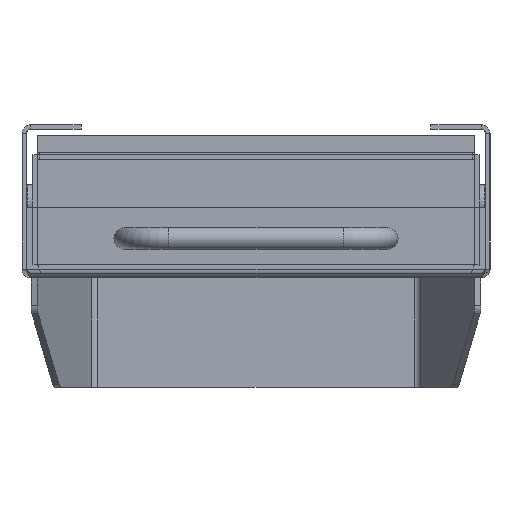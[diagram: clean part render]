
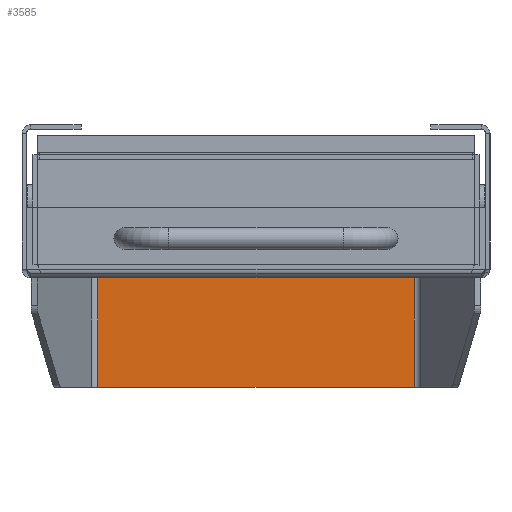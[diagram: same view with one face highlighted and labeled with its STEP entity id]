
A CAD part, left-side view. The second image highlights one B-rep face of the part: STEP entity #3585.
In plain terms, the highlighted planar face has unit normal (-1, 0, 0).
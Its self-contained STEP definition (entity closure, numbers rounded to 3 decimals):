
#114=PLANE('',#3861);
#318=FACE_OUTER_BOUND('',#540,.T.);
#540=EDGE_LOOP('',(#2481,#2482,#2483,#2484));
#796=LINE('',#5267,#1134);
#800=LINE('',#5282,#1138);
#803=LINE('',#5288,#1141);
#804=LINE('',#5290,#1142);
#1134=VECTOR('',#4281,10.);
#1138=VECTOR('',#4299,10.);
#1141=VECTOR('',#4308,10.);
#1142=VECTOR('',#4311,10.);
#1598=VERTEX_POINT('',#5259);
#1599=VERTEX_POINT('',#5265);
#1602=VERTEX_POINT('',#5275);
#1603=VERTEX_POINT('',#5281);
#1913=EDGE_CURVE('',#1598,#1599,#796,.T.);
#1920=EDGE_CURVE('',#1603,#1602,#800,.T.);
#1924=EDGE_CURVE('',#1598,#1602,#803,.T.);
#1925=EDGE_CURVE('',#1603,#1599,#804,.T.);
#2481=ORIENTED_EDGE('',*,*,#1913,.T.);
#2482=ORIENTED_EDGE('',*,*,#1925,.F.);
#2483=ORIENTED_EDGE('',*,*,#1920,.T.);
#2484=ORIENTED_EDGE('',*,*,#1924,.F.);
#3585=ADVANCED_FACE('',(#318),#114,.F.);
#3861=AXIS2_PLACEMENT_3D('',#5289,#4309,#4310);
#4281=DIRECTION('',(0.,0.,1.));
#4299=DIRECTION('',(0.,0.,-1.));
#4308=DIRECTION('',(0.,1.,0.));
#4309=DIRECTION('center_axis',(1.,0.,0.));
#4310=DIRECTION('ref_axis',(0.,0.,
-1.));
#4311=DIRECTION('',(0.,-1.,0.));
#5259=CARTESIAN_POINT('',(-56.,-72.396,-50.));
#5265=CARTESIAN_POINT('',(-56.,-72.396,0.));
#5267=CARTESIAN_POINT('',(-56.,-72.396,-12.5));
#5275=CARTESIAN_POINT('',(-56.,72.396,-50.));
#5281=CARTESIAN_POINT('',(-56.,72.396,0.));
#5282=CARTESIAN_POINT('',(-56.,72.396,-37.5));
#5288=CARTESIAN_POINT('',(-56.,-77.,-50.));
#5289=CARTESIAN_POINT('Origin',(-56.,0.,
-25.));
#5290=CARTESIAN_POINT('',(-56.,0.,0.));
